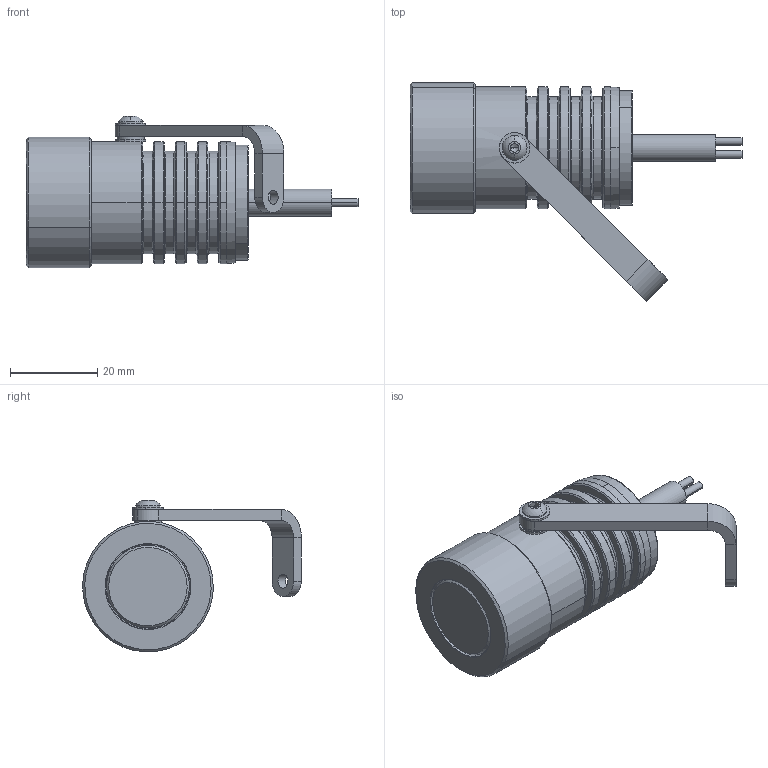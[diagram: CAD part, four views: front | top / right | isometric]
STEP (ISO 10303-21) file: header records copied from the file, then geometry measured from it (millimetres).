
FILE_DESCRIPTION (( 'STEP AP214' ), '1' );
FILE_NAME ('Flood-Standard-Micro.STEP', '2023-03-24T08:36:53', ( '' ), ( '' ), 'SwSTEP 2.0', 'SolidWorks 2017', '' );
FILE_SCHEMA (( 'AUTOMOTIVE_DESIGN' ));
Length unit declared in the file: millimetre
Products named in the file (1): Flood-Standard-Micro
Bounding box: 76.18 x 50.18 x 34.84 mm (x, y, z)
Volume: 24990.8 mm3; surface area: 17674.2 mm2
Topology: 15 solids, 15 shells, 432 faces, 962 edges, 568 vertices
Faces by surface type: plane 151, cone 140, cylinder 118, torus 18, bspline 3, sphere 2
Entity records: 18523 total; most frequent: CARTESIAN_POINT 3961, DIRECTION 2164, ORIENTED_EDGE 1884, EDGE_CURVE 942, AXIS2_PLACEMENT_3D 874, VERTEX_POINT 568, EDGE_LOOP 484, UNCERTAINTY_MEASURE_WITH_UNIT 449
